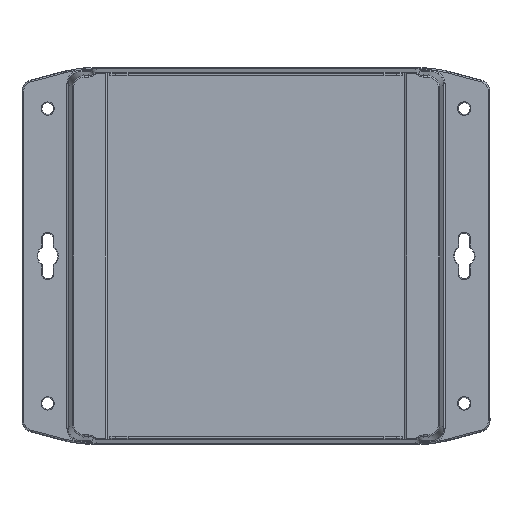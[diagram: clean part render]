
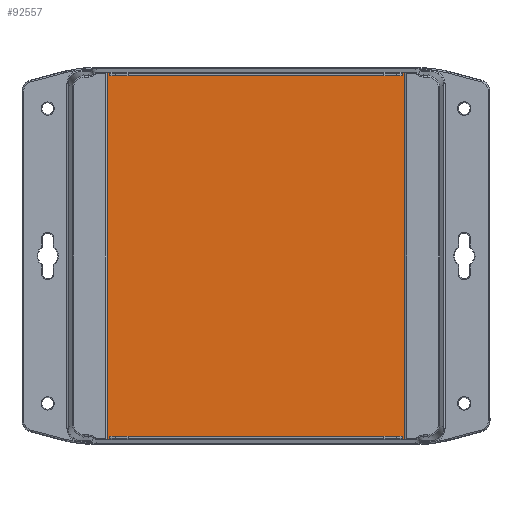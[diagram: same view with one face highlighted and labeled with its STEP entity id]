
A CAD part, front view. The second image highlights one B-rep face of the part: STEP entity #92557.
In plain terms, the highlighted planar face has unit normal (0, -1, 0).
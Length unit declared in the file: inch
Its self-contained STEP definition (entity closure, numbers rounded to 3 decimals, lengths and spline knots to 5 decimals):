
#696 = VECTOR ( 'NONE', #27422, 39.37008 ) ;
#2720 = PLANE ( 'NONE',  #70661 ) ;
#4442 = EDGE_CURVE ( 'NONE', #6291, #64102, #62226, .T. ) ;
#4865 = LINE ( 'NONE', #93611, #81946 ) ;
#6291 = VERTEX_POINT ( 'NONE', #22419 ) ;
#10113 = CARTESIAN_POINT ( 'NONE',  ( 2.5, -1.79134, 3.09168 ) ) ;
#11070 = VERTEX_POINT ( 'NONE', #100035 ) ;
#11250 = FACE_OUTER_BOUND ( 'NONE', #91933, .T. ) ;
#11330 = LINE ( 'NONE', #78056, #72442 ) ;
#11713 = VERTEX_POINT ( 'NONE', #25445 ) ;
#13729 = EDGE_CURVE ( 'NONE', #88881, #11713, #19727, .T. ) ;
#13812 = CARTESIAN_POINT ( 'NONE',  ( 2.46063, -1.79134, -3.0315 ) ) ;
#16541 = VECTOR ( 'NONE', #60397, 39.37008 ) ;
#17080 = CARTESIAN_POINT ( 'NONE',  ( 2.46063, -1.79134, -3.09168 ) ) ;
#17190 = ORIENTED_EDGE ( 'NONE', *, *, #13729, .F. ) ;
#17944 = LINE ( 'NONE', #32869, #97678 ) ;
#18479 = VERTEX_POINT ( 'NONE', #46613 ) ;
#18892 = CARTESIAN_POINT ( 'NONE',  ( -2.5, -1.79134, -3.0315 ) ) ;
#19727 = LINE ( 'NONE', #53870, #46424 ) ;
#20075 = EDGE_CURVE ( 'NONE', #11713, #42423, #17944, .T. ) ;
#20096 = VECTOR ( 'NONE', #101877, 39.37008 ) ;
#20196 = LINE ( 'NONE', #51737, #59980 ) ;
#21619 = DIRECTION ( 'NONE',  ( -1., 0., 0. ) ) ;
#22419 = CARTESIAN_POINT ( 'NONE',  ( 2.5, -1.79134, -3.09168 ) ) ;
#23192 = LINE ( 'NONE', #63252, #66487 ) ;
#25445 = CARTESIAN_POINT ( 'NONE',  ( -2.46063, -1.79134, 3.0315 ) ) ;
#26622 = EDGE_CURVE ( 'NONE', #101936, #11070, #97221, .T. ) ;
#27422 = DIRECTION ( 'NONE',  ( -1., 0., 0. ) ) ;
#28518 = EDGE_CURVE ( 'NONE', #42423, #18479, #11330, .T. ) ;
#29403 = DIRECTION ( 'NONE',  ( 0., 0., 1. ) ) ;
#31521 = VERTEX_POINT ( 'NONE', #52644 ) ;
#32869 = CARTESIAN_POINT ( 'NONE',  ( -2.5, -1.79134, 3.0315 ) ) ;
#34713 = VERTEX_POINT ( 'NONE', #96936 ) ;
#35027 = DIRECTION ( 'NONE',  ( 1., 0., 0. ) ) ;
#35279 = CARTESIAN_POINT ( 'NONE',  ( -2.5, -1.79134, 0. ) ) ;
#37907 = CARTESIAN_POINT ( 'NONE',  ( 3.14961, -1.79134, -3.09168 ) ) ;
#40863 = ORIENTED_EDGE ( 'NONE', *, *, #52045, .F. ) ;
#42004 = DIRECTION ( 'NONE',  ( 0., 0., -1. ) ) ;
#42423 = VERTEX_POINT ( 'NONE', #93958 ) ;
#42549 = LINE ( 'NONE', #82637, #78074 ) ;
#44703 = ORIENTED_EDGE ( 'NONE', *, *, #69633, .F. ) ;
#45429 = LINE ( 'NONE', #37907, #16541 ) ;
#46424 = VECTOR ( 'NONE', #69923, 39.37008 ) ;
#46527 = VECTOR ( 'NONE', #21619, 39.37008 ) ;
#46602 = CARTESIAN_POINT ( 'NONE',  ( -2.46063, -1.79134, 3.09168 ) ) ;
#46613 = CARTESIAN_POINT ( 'NONE',  ( 2.46063, -1.79134, 3.09168 ) ) ;
#48341 = EDGE_CURVE ( 'NONE', #64102, #65976, #23192, .T. ) ;
#49611 = DIRECTION ( 'NONE',  ( 0., 0., -1. ) ) ;
#50785 = DIRECTION ( 'NONE',  ( 0., 1., 0. ) ) ;
#51737 = CARTESIAN_POINT ( 'NONE',  ( -3.14961, -1.79134, 3.09168 ) ) ;
#52045 = EDGE_CURVE ( 'NONE', #34713, #88881, #20196, .T. ) ;
#52644 = CARTESIAN_POINT ( 'NONE',  ( -2.5, -1.79134, -3.09168 ) ) ;
#53454 = DIRECTION ( 'NONE',  ( 0., 0., 1. ) ) ;
#53523 = EDGE_CURVE ( 'NONE', #31521, #34713, #4865, .T. ) ;
#53870 = CARTESIAN_POINT ( 'NONE',  ( -2.46063, -1.79134, 0. ) ) ;
#54710 = DIRECTION ( 'NONE',  ( 0., 0., 1. ) ) ;
#54839 = EDGE_CURVE ( 'NONE', #11070, #31521, #45429, .T. ) ;
#55142 = VERTEX_POINT ( 'NONE', #10113 ) ;
#59980 = VECTOR ( 'NONE', #101999, 39.37008 ) ;
#60397 = DIRECTION ( 'NONE',  ( -1., 0., 0. ) ) ;
#60605 = ORIENTED_EDGE ( 'NONE', *, *, #20075, .F. ) ;
#61645 = ORIENTED_EDGE ( 'NONE', *, *, #4442, .F. ) ;
#62226 = LINE ( 'NONE', #94887, #46527 ) ;
#63252 = CARTESIAN_POINT ( 'NONE',  ( 2.46063, -1.79134, 0. ) ) ;
#64102 = VERTEX_POINT ( 'NONE', #17080 ) ;
#65976 = VERTEX_POINT ( 'NONE', #13812 ) ;
#66487 = VECTOR ( 'NONE', #54710, 39.37008 ) ;
#69231 = LINE ( 'NONE', #77777, #20096 ) ;
#69633 = EDGE_CURVE ( 'NONE', #65976, #101936, #92651, .T. ) ;
#69923 = DIRECTION ( 'NONE',  ( 0., 0., -1. ) ) ;
#70661 = AXIS2_PLACEMENT_3D ( 'NONE', #35279, #50785, #76434 ) ;
#72442 = VECTOR ( 'NONE', #53454, 39.37008 ) ;
#73660 = CARTESIAN_POINT ( 'NONE',  ( -2.46063, -1.79134, 0. ) ) ;
#76434 = DIRECTION ( 'NONE',  ( 0., 0., -1. ) ) ;
#77777 = CARTESIAN_POINT ( 'NONE',  ( -3.14961, -1.79134, 3.09168 ) ) ;
#78056 = CARTESIAN_POINT ( 'NONE',  ( 2.46063, -1.79134, 0. ) ) ;
#78074 = VECTOR ( 'NONE', #42004, 39.37008 ) ;
#80710 = ORIENTED_EDGE ( 'NONE', *, *, #26622, .F. ) ;
#81712 = ORIENTED_EDGE ( 'NONE', *, *, #54839, .F. ) ;
#81946 = VECTOR ( 'NONE', #29403, 39.37008 ) ;
#82637 = CARTESIAN_POINT ( 'NONE',  ( 2.5, -1.79134, 0. ) ) ;
#87027 = ORIENTED_EDGE ( 'NONE', *, *, #102034, .F. ) ;
#88881 = VERTEX_POINT ( 'NONE', #46602 ) ;
#88977 = ORIENTED_EDGE ( 'NONE', *, *, #101816, .F. ) ;
#91933 = EDGE_LOOP ( 'NONE', ( #40863, #101757, #81712, #80710, #44703, #92036, #61645, #88977, #87027, #95151, #60605, #17190 ) ) ;
#92036 = ORIENTED_EDGE ( 'NONE', *, *, #48341, .F. ) ;
#92557 = ADVANCED_FACE ( 'NONE', ( #11250 ), #2720, .F. ) ;
#92651 = LINE ( 'NONE', #18892, #696 ) ;
#93611 = CARTESIAN_POINT ( 'NONE',  ( -2.5, -1.79134, 0. ) ) ;
#93958 = CARTESIAN_POINT ( 'NONE',  ( 2.46063, -1.79134, 3.0315 ) ) ;
#94887 = CARTESIAN_POINT ( 'NONE',  ( 3.14961, -1.79134, -3.09168 ) ) ;
#95151 = ORIENTED_EDGE ( 'NONE', *, *, #28518, .F. ) ;
#96936 = CARTESIAN_POINT ( 'NONE',  ( -2.5, -1.79134, 3.09168 ) ) ;
#97221 = LINE ( 'NONE', #73660, #103319 ) ;
#97678 = VECTOR ( 'NONE', #35027, 39.37008 ) ;
#100035 = CARTESIAN_POINT ( 'NONE',  ( -2.46063, -1.79134, -3.09168 ) ) ;
#100827 = CARTESIAN_POINT ( 'NONE',  ( -2.46063, -1.79134, -3.0315 ) ) ;
#101757 = ORIENTED_EDGE ( 'NONE', *, *, #53523, .F. ) ;
#101816 = EDGE_CURVE ( 'NONE', #55142, #6291, #42549, .T. ) ;
#101877 = DIRECTION ( 'NONE',  ( 1., 0., 0. ) ) ;
#101936 = VERTEX_POINT ( 'NONE', #100827 ) ;
#101999 = DIRECTION ( 'NONE',  ( 1., 0., 0. ) ) ;
#102034 = EDGE_CURVE ( 'NONE', #18479, #55142, #69231, .T. ) ;
#103319 = VECTOR ( 'NONE', #49611, 39.37008 ) ;
